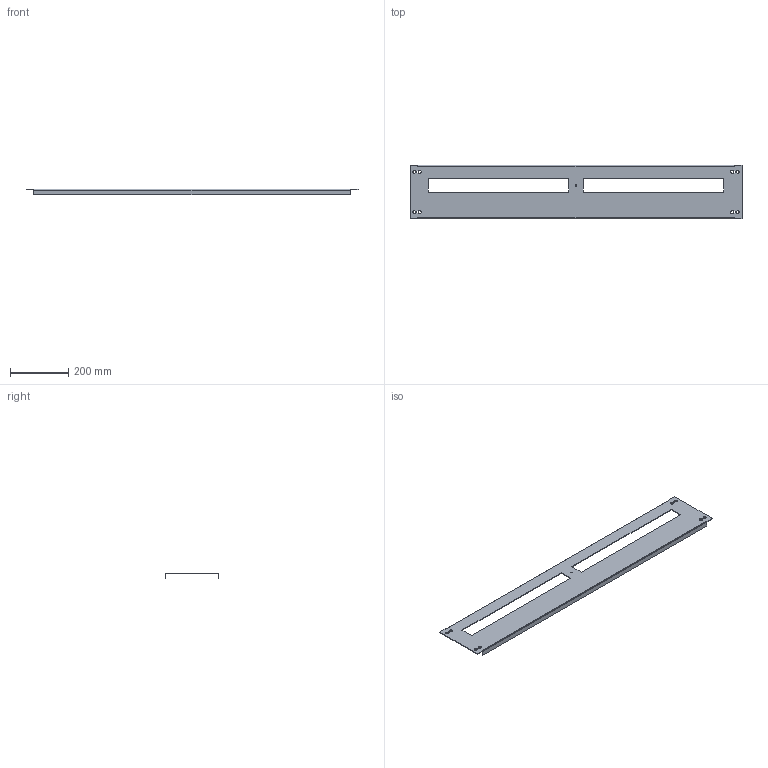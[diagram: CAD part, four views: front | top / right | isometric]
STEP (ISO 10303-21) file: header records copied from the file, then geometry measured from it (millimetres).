
FILE_DESCRIPTION (( 'STEP AP214' ), '1' );
FILE_NAME ('c_il061504-f_3d.stp', '2022-05-10T09:23:10', ( '' ), ( '' ), 'SwSTEP 2.0', 'SolidWorks 2021', '' );
FILE_SCHEMA (( 'AUTOMOTIVE_DESIGN' ));
Length unit declared in the file: millimetre
Products named in the file (1): c_il061504-f_3d
Bounding box: 1137.5 x 183.5 x 20 mm (x, y, z)
Volume: 498853.6 mm3; surface area: 411929.7 mm2
Topology: 1 solids, 1 shells, 66 faces, 180 edges, 116 vertices
Faces by surface type: plane 46, cylinder 20
Entity records: 2150 total; most frequent: CARTESIAN_POINT 363, ORIENTED_EDGE 360, DIRECTION 358, EDGE_CURVE 180, LINE 136, VECTOR 136, VERTEX_POINT 116, AXIS2_PLACEMENT_3D 111
